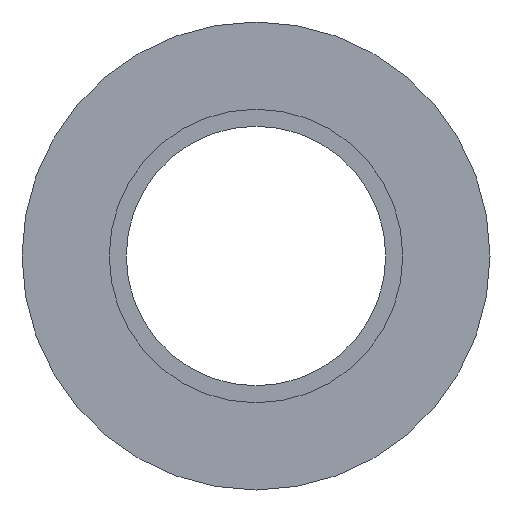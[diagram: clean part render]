
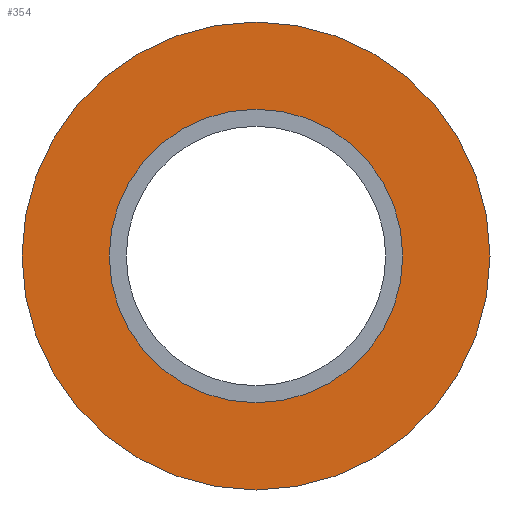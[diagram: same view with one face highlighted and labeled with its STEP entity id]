
A CAD part, front view. The second image highlights one B-rep face of the part: STEP entity #354.
In plain terms, the highlighted planar face has unit normal (0, -1, 0).
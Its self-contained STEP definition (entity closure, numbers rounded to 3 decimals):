
#26=FACE_BOUND('',#86,.T.);
#30=PLANE('',#433);
#54=FACE_OUTER_BOUND('',#85,.T.);
#85=EDGE_LOOP('',(#321));
#86=EDGE_LOOP('',(#322));
#140=CIRCLE('',#420,550.);
#146=CIRCLE('',#432,345.);
#172=VERTEX_POINT('',#636);
#178=VERTEX_POINT('',#657);
#217=EDGE_CURVE('',#172,#172,#140,.T.);
#226=EDGE_CURVE('',#178,#178,#146,.T.);
#321=ORIENTED_EDGE('',*,*,#217,.F.);
#322=ORIENTED_EDGE('',*,*,#226,.T.);
#354=ADVANCED_FACE('',(#54,#26),#30,.T.);
#420=AXIS2_PLACEMENT_3D('',#638,#529,#530);
#432=AXIS2_PLACEMENT_3D('',#659,#556,#557);
#433=AXIS2_PLACEMENT_3D('',#660,#558,#559);
#529=DIRECTION('center_axis',(0.,1.,0.));
#530=DIRECTION('ref_axis',(1.,0.,0.));
#556=DIRECTION('center_axis',(0.,1.,0.));
#557=DIRECTION('ref_axis',(1.,0.,0.));
#558=DIRECTION('center_axis',(0.,-1.,0.));
#559=DIRECTION('ref_axis',(0.,0.,-1.));
#636=CARTESIAN_POINT('',(550.,0.,0.));
#638=CARTESIAN_POINT('Origin',(0.,0.,
0.));
#657=CARTESIAN_POINT('',(345.,0.,0.));
#659=CARTESIAN_POINT('Origin',(0.,0.,
0.));
#660=CARTESIAN_POINT('Origin',(-550.,0.,0.));
